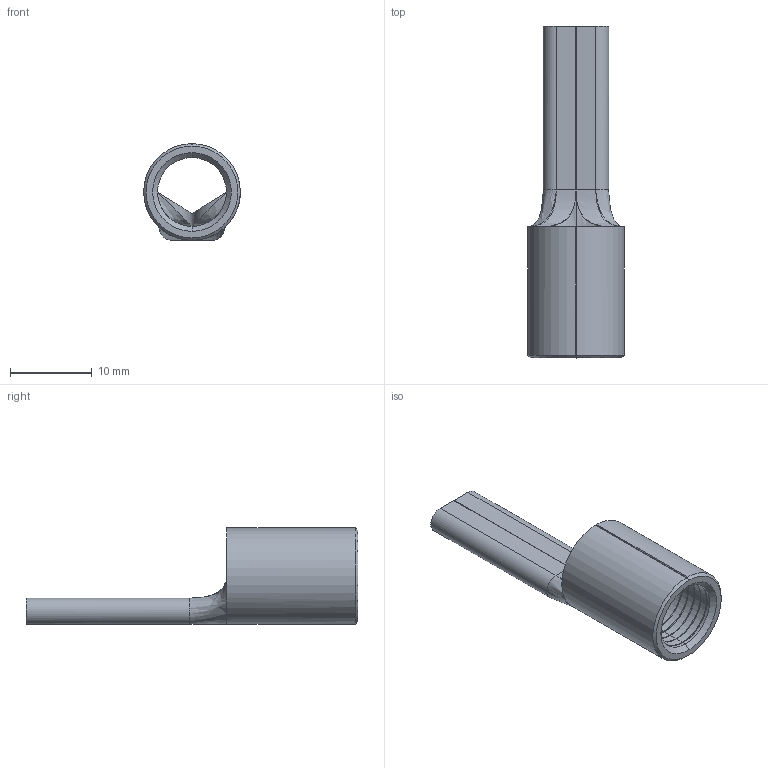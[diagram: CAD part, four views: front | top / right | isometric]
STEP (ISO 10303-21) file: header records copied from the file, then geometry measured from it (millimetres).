
FILE_DESCRIPTION (( 'STEP AP214' ), '1' );
FILE_NAME ('2040-083.STEP', '2024-09-12T13:28:23', ( '' ), ( '' ), 'SwSTEP 2.0', 'SolidWorks 2022', '' );
FILE_SCHEMA (( 'AUTOMOTIVE_DESIGN' ));
Length unit declared in the file: millimetre
Products named in the file (1): 2040-083
Bounding box: 11.8 x 40.5 x 11.8 mm (x, y, z)
Volume: 1418.2 mm3; surface area: 1953 mm2
Topology: 1 solids, 1 shells, 184 faces, 449 edges, 294 vertices
Faces by surface type: plane 66, cylinder 65, bspline 49, cone 4
Entity records: 8187 total; most frequent: CARTESIAN_POINT 4077, ORIENTED_EDGE 886, DIRECTION 737, EDGE_CURVE 443, VERTEX_POINT 294, AXIS2_PLACEMENT_3D 268, EDGE_LOOP 219, LINE 201
